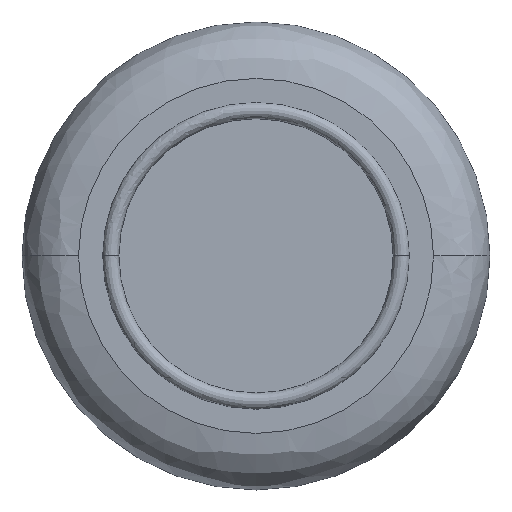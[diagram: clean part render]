
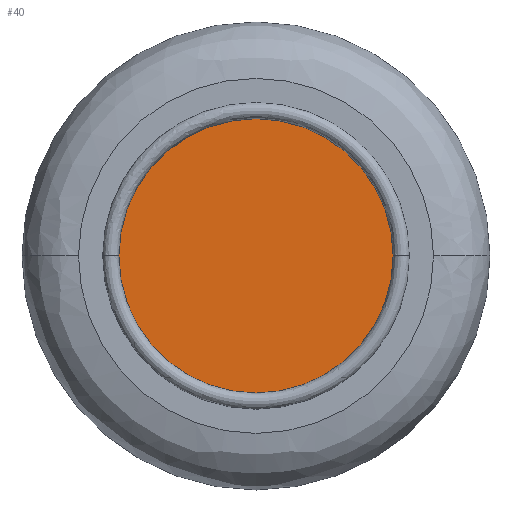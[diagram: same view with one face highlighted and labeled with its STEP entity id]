
A CAD part, top view. The second image highlights one B-rep face of the part: STEP entity #40.
In plain terms, the highlighted planar face has unit normal (0, 0, 1).
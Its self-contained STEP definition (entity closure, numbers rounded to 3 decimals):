
#40=ADVANCED_FACE('',(#65),#64,.F.);
#64=PLANE('',#311);
#65=FACE_OUTER_BOUND('',#312,.T.);
#308=CARTESIAN_POINT('',(28.05,-17.667,8.8));
#309=DIRECTION('',(0.,0.,-1.));
#310=DIRECTION('',(-1.,0.,0.));
#311=AXIS2_PLACEMENT_3D('',#308,#309,#310);
#312=EDGE_LOOP('',(#558,#559));
#558=ORIENTED_EDGE('',*,*,#650,.F.);
#559=ORIENTED_EDGE('',*,*,#651,.F.);
#650=EDGE_CURVE('',#696,#697,#698,.T.);
#651=EDGE_CURVE('',#697,#696,#704,.T.);
#696=VERTEX_POINT('',#1000);
#697=VERTEX_POINT('',#1001);
#698=CIRCLE('',#1005,8.5);
#704=CIRCLE('',#1009,8.5);
#1000=CARTESIAN_POINT('',(17.,0.,8.8));
#1001=CARTESIAN_POINT('',(0.,0.,8.8));
#1002=CARTESIAN_POINT('',(8.5,0.,8.8));
#1003=DIRECTION('',(0.,0.,-1.));
#1004=DIRECTION('',(-1.,0.,0.));
#1005=AXIS2_PLACEMENT_3D('',#1002,#1003,#1004);
#1006=CARTESIAN_POINT('',(8.5,0.,8.8));
#1007=DIRECTION('',(0.,0.,-1.));
#1008=DIRECTION('',(-1.,0.,0.));
#1009=AXIS2_PLACEMENT_3D('',#1006,#1007,#1008);
